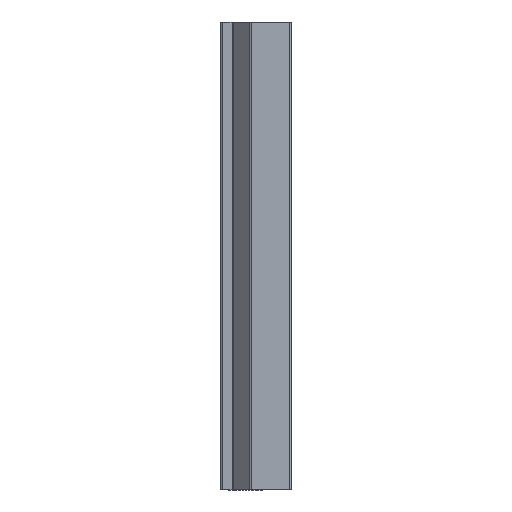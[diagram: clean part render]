
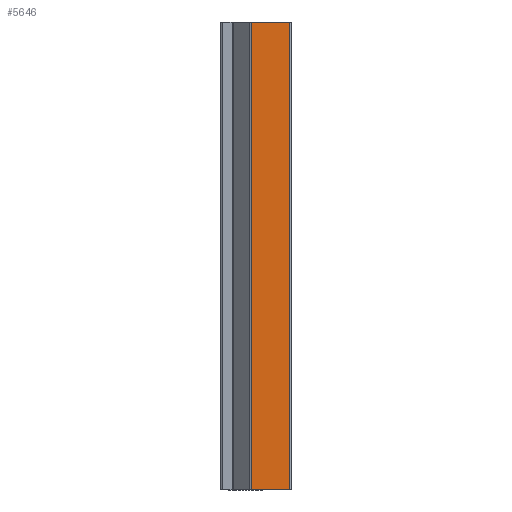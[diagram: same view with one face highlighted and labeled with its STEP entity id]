
A CAD part, left-side view. The second image highlights one B-rep face of the part: STEP entity #5646.
In plain terms, the highlighted planar face has unit normal (-1, 0, 0).
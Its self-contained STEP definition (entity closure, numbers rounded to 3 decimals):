
#2 = LINE ( 'NONE', #1323, #2603 ) ;
#165 = EDGE_CURVE ( 'NONE', #2884, #4433, #3898, .T. ) ;
#262 = LINE ( 'NONE', #1578, #3665 ) ;
#280 = CARTESIAN_POINT ( 'NONE',  ( -22.25, 11.384, 0. ) ) ;
#319 = DIRECTION ( 'NONE',  ( -1., 0., 0. ) ) ;
#575 = CARTESIAN_POINT ( 'NONE',  ( -22.25, 0.5, 0. ) ) ;
#746 = CARTESIAN_POINT ( 'NONE',  ( -22.25, 11.384, 0. ) ) ;
#1323 = CARTESIAN_POINT ( 'NONE',  ( -22.25, 11.384, -132.5 ) ) ;
#1341 = DIRECTION ( 'NONE',  ( 0., -1., 0. ) ) ;
#1389 = ORIENTED_EDGE ( 'NONE', *, *, #5278, .T. ) ;
#1578 = CARTESIAN_POINT ( 'NONE',  ( -22.25, 0.5, -132.5 ) ) ;
#1648 = EDGE_CURVE ( 'NONE', #2884, #2564, #2, .T. ) ;
#1693 = AXIS2_PLACEMENT_3D ( 'NONE', #2586, #319, #5280 ) ;
#1901 = LINE ( 'NONE', #3087, #4317 ) ;
#2093 = CARTESIAN_POINT ( 'NONE',  ( -22.25, 11.384, -132.5 ) ) ;
#2287 = DIRECTION ( 'NONE',  ( 0., 0., -1. ) ) ;
#2391 = DIRECTION ( 'NONE',  ( 0., 0., 1. ) ) ;
#2531 = PLANE ( 'NONE',  #1693 ) ;
#2559 = FACE_OUTER_BOUND ( 'NONE', #4521, .T. ) ;
#2564 = VERTEX_POINT ( 'NONE', #2093 ) ;
#2586 = CARTESIAN_POINT ( 'NONE',  ( -22.25, 11.384, -132.5 ) ) ;
#2603 = VECTOR ( 'NONE', #2287, 1000. ) ;
#2884 = VERTEX_POINT ( 'NONE', #280 ) ;
#2927 = DIRECTION ( 'NONE',  ( 0., -1., 0. ) ) ;
#3087 = CARTESIAN_POINT ( 'NONE',  ( -22.25, 11.384, -132.5 ) ) ;
#3665 = VECTOR ( 'NONE', #2391, 1000. ) ;
#3898 = LINE ( 'NONE', #746, #4096 ) ;
#4096 = VECTOR ( 'NONE', #2927, 1000. ) ;
#4307 = ORIENTED_EDGE ( 'NONE', *, *, #1648, .T. ) ;
#4317 = VECTOR ( 'NONE', #1341, 1000. ) ;
#4421 = ORIENTED_EDGE ( 'NONE', *, *, #165, .F. ) ;
#4433 = VERTEX_POINT ( 'NONE', #575 ) ;
#4521 = EDGE_LOOP ( 'NONE', ( #1389, #4938, #4421, #4307 ) ) ;
#4747 = CARTESIAN_POINT ( 'NONE',  ( -22.25, 0.5, -132.5 ) ) ;
#4938 = ORIENTED_EDGE ( 'NONE', *, *, #5480, .T. ) ;
#5141 = VERTEX_POINT ( 'NONE', #4747 ) ;
#5278 = EDGE_CURVE ( 'NONE', #2564, #5141, #1901, .T. ) ;
#5280 = DIRECTION ( 'NONE',  ( 0., 0., 1. ) ) ;
#5480 = EDGE_CURVE ( 'NONE', #5141, #4433, #262, .T. ) ;
#5646 = ADVANCED_FACE ( 'NONE', ( #2559 ), #2531, .T. ) ;
